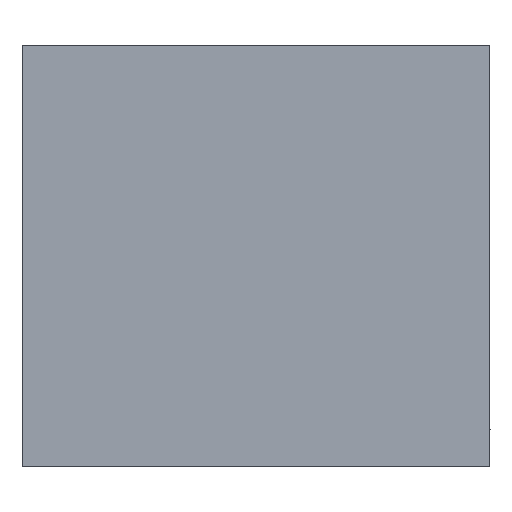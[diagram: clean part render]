
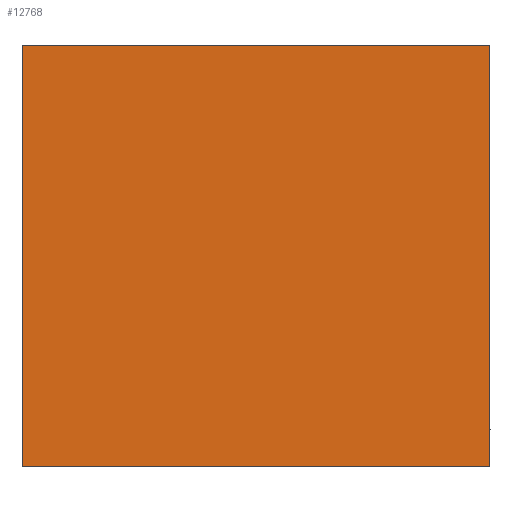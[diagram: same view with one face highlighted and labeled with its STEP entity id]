
A CAD part, left-side view. The second image highlights one B-rep face of the part: STEP entity #12768.
In plain terms, the highlighted planar face has unit normal (-1, 0, 0).
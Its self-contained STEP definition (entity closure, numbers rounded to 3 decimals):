
#754=LINE('',#22189,#2232);
#763=LINE('',#22203,#2241);
#772=LINE('',#22215,#2250);
#774=LINE('',#22221,#2252);
#2232=VECTOR('',#18444,1000.);
#2241=VECTOR('',#18455,1000.);
#2250=VECTOR('',#18466,1000.);
#2252=VECTOR('',#18476,1000.);
#5072=ORIENTED_EDGE('',*,*,#7866,.F.);
#5073=ORIENTED_EDGE('',*,*,#7884,.F.);
#5074=ORIENTED_EDGE('',*,*,#7875,.F.);
#5075=ORIENTED_EDGE('',*,*,#7886,.F.);
#7866=EDGE_CURVE('',#9451,#9452,#754,.T.);
#7875=EDGE_CURVE('',#9455,#9456,#763,.T.);
#7884=EDGE_CURVE('',#9456,#9451,#772,.T.);
#7886=EDGE_CURVE('',#9452,#9455,#774,.T.);
#9451=VERTEX_POINT('',#22188);
#9452=VERTEX_POINT('',#22190);
#9455=VERTEX_POINT('',#22202);
#9456=VERTEX_POINT('',#22204);
#10852=EDGE_LOOP('',(#5072,#5073,#5074,#5075));
#11596=FACE_BOUND('',#10852,.T.);
#12196=PLANE('',#16136);
#12768=ADVANCED_FACE('',(#11596),#12196,.F.);
#16136=AXIS2_PLACEMENT_3D('',#22222,#18477,#18478);
#18444=DIRECTION('',(0.,1.,0.));
#18455=DIRECTION('',(0.,-1.,0.));
#18466=DIRECTION('',(0.,0.,-1.));
#18476=DIRECTION('',(0.,0.,1.));
#18477=DIRECTION('',(1.,0.,0.));
#18478=DIRECTION('',(0.,0.,-1.));
#22188=CARTESIAN_POINT('',(-0.8,-2.5,-2.25));
#22189=CARTESIAN_POINT('',(-0.8,-2.5,-2.25));
#22190=CARTESIAN_POINT('',(-0.8,2.5,-2.25));
#22202=CARTESIAN_POINT('',(-0.8,2.5,2.25));
#22203=CARTESIAN_POINT('',(-0.8,2.5,2.25));
#22204=CARTESIAN_POINT('',(-0.8,-2.5,2.25));
#22215=CARTESIAN_POINT('',(-0.8,-2.5,2.25));
#22221=CARTESIAN_POINT('',(-0.8,2.5,-2.25));
#22222=CARTESIAN_POINT('',(-0.8,0.,0.));
